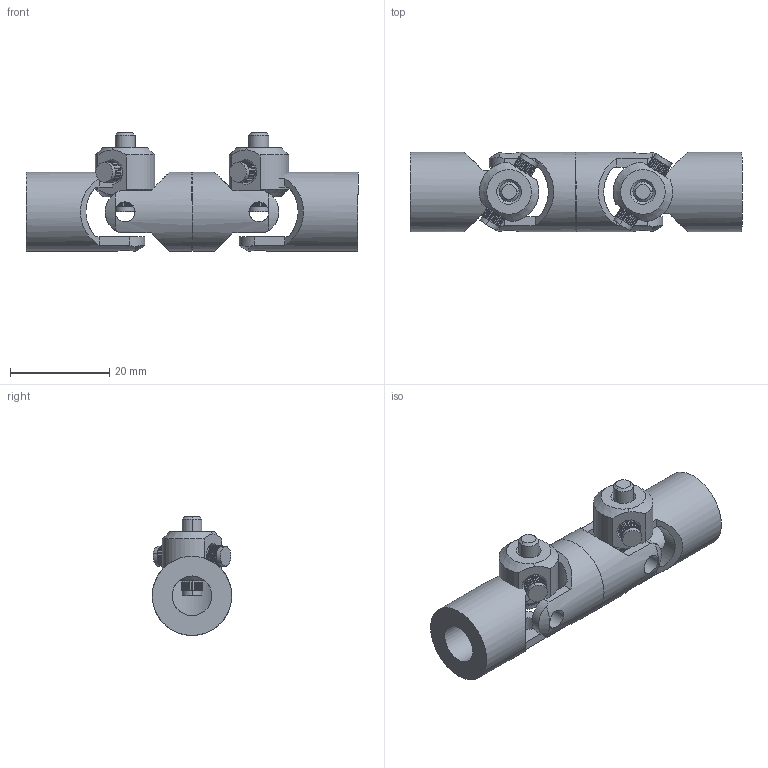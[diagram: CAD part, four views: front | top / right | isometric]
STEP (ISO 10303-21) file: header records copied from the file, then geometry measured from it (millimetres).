
FILE_DESCRIPTION(/* description */ ('Alibre Inc.'),/* implementation_level */ '2;1');
FILE_NAME(/* name */ 'export0',/* time_stamp */ '2012-08-13T16:26:17+02:00',/* author */ (''),/* organization */ (''),/* preprocessor_version */ 'ST-DEVELOPER v12',/* originating_system */ 'Alibre',/* authorisation */ '');
FILE_SCHEMA (('CONFIG_CONTROL_DESIGN'));
Length unit declared in the file: centimetre
Products named in the file (5): ID_1
Bounding box: 67 x 16 x 24 mm (x, y, z)
Volume: 10059.4 mm3; surface area: 7739.5 mm2
Topology: 12 solids, 12 shells, 758 faces, 1840 edges, 1214 vertices
Faces by surface type: plane 536, cylinder 178, cone 44
Full cylindrical faces by diameter (mm): 4 x8, 8 x2, 16 x4
Entity records: 12554 total; most frequent: CARTESIAN_POINT 2840, ORIENTED_EDGE 1906, DIRECTION 1717, EDGE_CURVE 953, AXIS2_PLACEMENT_3D 709, VERTEX_POINT 633, VECTOR 570, LINE 570
